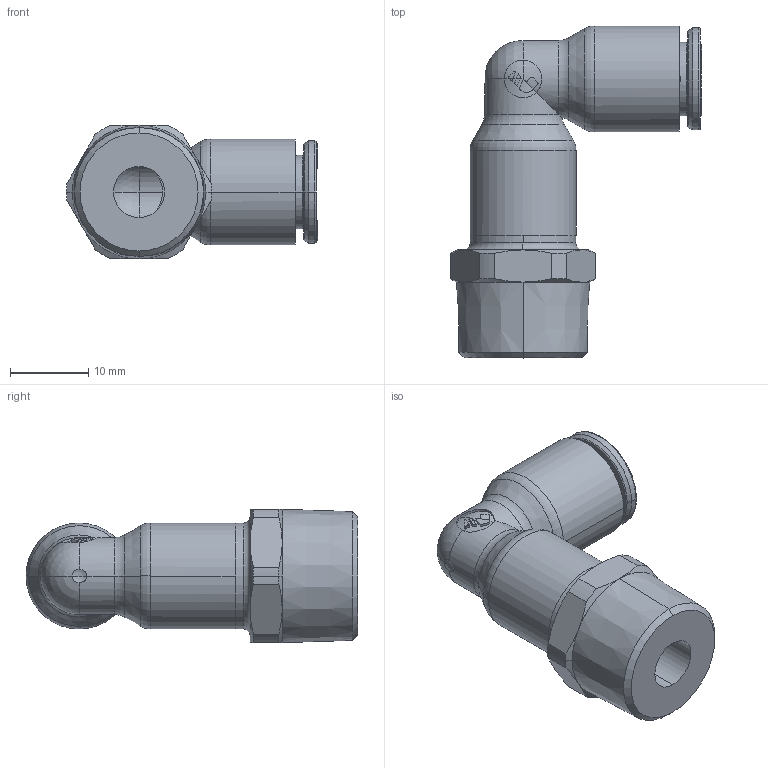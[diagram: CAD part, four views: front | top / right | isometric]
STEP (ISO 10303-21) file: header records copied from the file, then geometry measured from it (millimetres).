
FILE_DESCRIPTION(('STEP AP214'),'1');
FILE_NAME('6809_08_17.stp','2016-07-07T14:43:18',('TraceParts'),('TraceParts S.A.'),'Spatial InterOp 3D',' ',' ');
FILE_SCHEMA(('automotive_design'));
Length unit declared in the file: millimetre
Products named in the file (8): 6809 08 17|44108-19_ASM_1271#44108-19_ASM|44108-30_1267#44108-30;Solide1; 6809 08 17|44108-19_ASM_1271#44108-19_ASM|44108-32_1268#44108-32;Solide1; 6809 08 17|44108-19_ASM_1271#44108-19_ASM|44108_1269#44108;Solide1; 6809 08 17|44108-19_ASM_1271#44108-19_ASM|44108-40_1270#44108-40;Solide1; 6809 08 17|44518-02_1266#44518-02;Solide1; 6809 08 17|44330-18-69_1272#44330-18-69;Solide1; 6809 08 17|44108-11-10-ASM_1273#44108-11-10-ASM;Solide1; 6809 08 17|44108-11-10-ASM_1274#44108-11-10-ASM;Solide1
Bounding box: 32 x 42.3 x 17 mm (x, y, z)
Volume: 5839.6 mm3; surface area: 7081.2 mm2
Topology: 8 solids, 8 shells, 818 faces, 2145 edges, 1372 vertices
Faces by surface type: plane 425, cylinder 124, cone 118, torus 83, bspline 55, sphere 13
Entity records: 34964 total; most frequent: CARTESIAN_POINT 8113, ORIENTED_EDGE 4278, DIRECTION 4120, EDGE_CURVE 2139, AXIS2_PLACEMENT_3D 1400, VERTEX_POINT 1372, LINE 1320, VECTOR 1320
